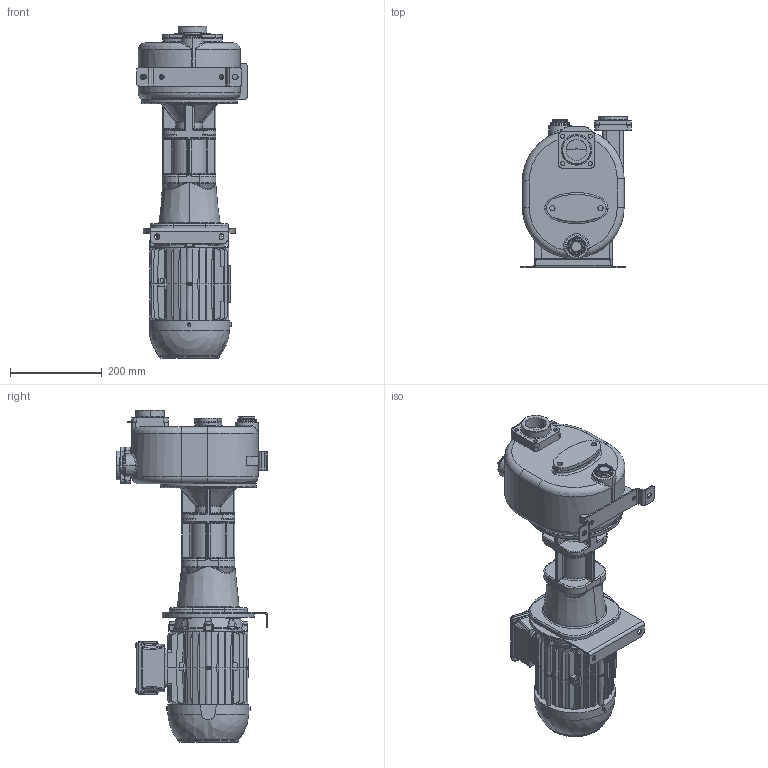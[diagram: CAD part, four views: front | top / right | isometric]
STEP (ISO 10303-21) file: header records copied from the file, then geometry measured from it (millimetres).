
FILE_DESCRIPTION((''),'2;1');
FILE_NAME('S_45_BBT','2018-02-27T10:52:04',('Nicola'),(''),'CREO PARAMETRIC BY PTC INC, 2017110','CREO PARAMETRIC BY PTC INC, 2017110','');
FILE_SCHEMA(('CONFIG_CONTROL_DESIGN'));
Products named in the file (1): S_45_BBT
Bounding box: 242 x 331 x 724.5 mm (x, y, z)
Volume: 16333940.4 mm3; surface area: 775945.9 mm2
Topology: 2 solids, 2 shells, 2327 faces, 5776 edges, 3605 vertices
Faces by surface type: plane 1303, cylinder 469, bspline 288, torus 138, cone 112, sphere 13, extrusion 4
Entity records: 95945 total; most frequent: CARTESIAN_POINT 43323, ORIENTED_EDGE 11496, DIRECTION 9863, EDGE_CURVE 5748, VERTEX_POINT 3605, AXIS2_PLACEMENT_3D 3325, VECTOR 3213, LINE 3209
